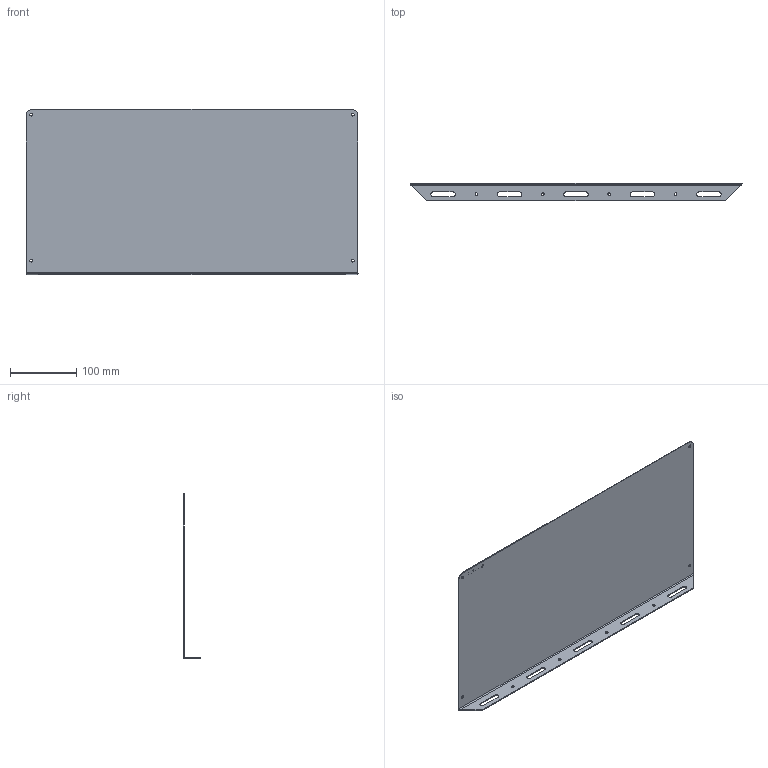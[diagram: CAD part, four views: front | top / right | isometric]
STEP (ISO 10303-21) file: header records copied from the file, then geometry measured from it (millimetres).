
FILE_DESCRIPTION(/* description */ (''),/* implementation_level */ '2;1');
FILE_NAME(/* name */ '06_LSS-500S.stp',/* time_stamp */ '2024-10-23T16:05:34+03:00',/* author */ ('asidnin'),/* organization */ (''),/* preprocessor_version */ 'ST-DEVELOPER v18',/* originating_system */ 'Autodesk Inventor 2020',/* authorisation */ '');
FILE_SCHEMA (('AUTOMOTIVE_DESIGN { 1 0 10303 214 3 1 1 }'));
Length unit declared in the file: millimetre
Products named in the file (1): 06_LSS-500S-04
Bounding box: 500 x 26.39 x 249.39 mm (x, y, z)
Volume: 201938.4 mm3; surface area: 272294.4 mm2
Topology: 1 solids, 1 shells, 182 faces, 499 edges, 332 vertices
Faces by surface type: plane 94, cylinder 86, bspline 2
Full cylindrical faces by diameter (mm): 4.1 x4, 4.5 x4, 5.98 x1
Entity records: 6281 total; most frequent: CARTESIAN_POINT 1202, DIRECTION 1033, ORIENTED_EDGE 998, EDGE_CURVE 499, AXIS2_PLACEMENT_3D 357, VERTEX_POINT 332, LINE 319, VECTOR 319
